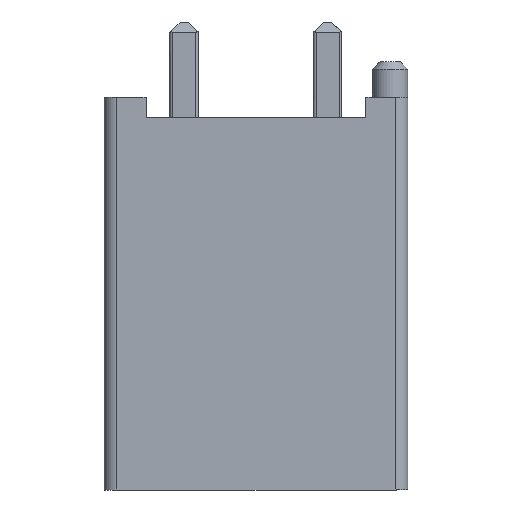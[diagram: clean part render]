
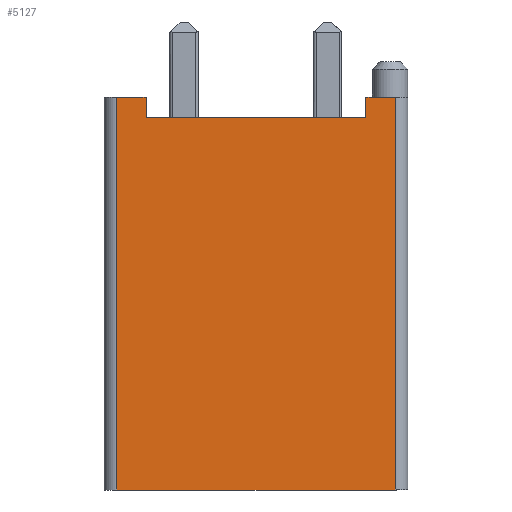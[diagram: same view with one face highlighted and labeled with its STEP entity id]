
A CAD part, front view. The second image highlights one B-rep face of the part: STEP entity #5127.
In plain terms, the highlighted planar face has unit normal (0, -1, 0).
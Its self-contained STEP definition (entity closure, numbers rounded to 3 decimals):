
#106=DIRECTION('',(1.,0.,0.));
#107=VECTOR('',#106,1.158);
#108=CARTESIAN_POINT('',(-18.363,-2.919,13.473));
#109=LINE('',#108,#107);
#140=DIRECTION('',(1.,0.,0.));
#141=VECTOR('',#140,1.158);
#142=CARTESIAN_POINT('',(-8.472,-2.919,13.473));
#143=LINE('',#142,#141);
#1268=DIRECTION('',(0.,0.,-1.));
#1269=VECTOR('',#1268,15.6);
#1270=CARTESIAN_POINT('',(-18.363,-2.919,13.473));
#1271=LINE('',#1270,#1269);
#1272=DIRECTION('',(-1.,0.,0.));
#1273=VECTOR('',#1272,8.733);
#1274=CARTESIAN_POINT('',(-8.472,-2.919,12.673));
#1275=LINE('',#1274,#1273);
#1276=DIRECTION('',(0.,0.,1.));
#1277=VECTOR('',#1276,0.8);
#1278=CARTESIAN_POINT('',(-8.472,-2.919,12.673));
#1279=LINE('',#1278,#1277);
#1280=DIRECTION('',(1.,0.,0.));
#1281=VECTOR('',#1280,11.049);
#1282=CARTESIAN_POINT('',(-18.363,-2.919,-2.127));
#1283=LINE('',#1282,#1281);
#1300=DIRECTION('',(0.,0.,1.));
#1301=VECTOR('',#1300,15.6);
#1302=CARTESIAN_POINT('',(-7.314,-2.919,-2.127));
#1303=LINE('',#1302,#1301);
#1308=DIRECTION('',(0.,0.,1.));
#1309=VECTOR('',#1308,0.8);
#1310=CARTESIAN_POINT('',(-17.205,-2.919,12.673));
#1311=LINE('',#1310,#1309);
#2694=CARTESIAN_POINT('',(-18.363,-2.919,-2.127));
#2695=VERTEX_POINT('',#2694);
#2696=CARTESIAN_POINT('',(-7.314,-2.919,-2.127));
#2697=VERTEX_POINT('',#2696);
#3238=CARTESIAN_POINT('',(-18.363,-2.919,13.473));
#3239=CARTESIAN_POINT('',(-17.205,-2.919,13.473));
#3240=VERTEX_POINT('',#3238);
#3241=VERTEX_POINT('',#3239);
#3266=CARTESIAN_POINT('',(-7.314,-2.919,13.473));
#3268=VERTEX_POINT('',#3266);
#3278=CARTESIAN_POINT('',(-8.472,-2.919,13.473));
#3279=VERTEX_POINT('',#3278);
#3290=CARTESIAN_POINT('',(-17.205,-2.919,12.673));
#3291=VERTEX_POINT('',#3290);
#3318=CARTESIAN_POINT('',(-8.472,-2.919,12.673));
#3319=VERTEX_POINT('',#3318);
#5109=CARTESIAN_POINT('',(-7.314,-2.919,12.343));
#5110=DIRECTION('',(0.,-1.,0.));
#5111=DIRECTION('',(-1.,0.,0.));
#5112=AXIS2_PLACEMENT_3D('',#5109,#5110,#5111);
#5113=PLANE('',#5112);
#5114=ORIENTED_EDGE('',*,*,#3949,.F.);
#5116=ORIENTED_EDGE('',*,*,#5115,.T.);
#5117=ORIENTED_EDGE('',*,*,#3520,.T.);
#5119=ORIENTED_EDGE('',*,*,#5118,.F.);
#5120=ORIENTED_EDGE('',*,*,#4971,.F.);
#5121=ORIENTED_EDGE('',*,*,#5103,.F.);
#5122=ORIENTED_EDGE('',*,*,#3496,.T.);
#5124=ORIENTED_EDGE('',*,*,#5123,.F.);
#5125=EDGE_LOOP('',(#5114,#5116,#5117,#5119,#5120,#5121,#5122,#5124));
#5126=FACE_OUTER_BOUND('',#5125,.F.);
#5127=ADVANCED_FACE('',(#5126),#5113,.T.);
#3496=EDGE_CURVE('',#3240,#3241,#109,.T.);
#3520=EDGE_CURVE('',#3279,#3268,#143,.T.);
#3949=EDGE_CURVE('',#3319,#3291,#1275,.T.);
#4971=EDGE_CURVE('',#2695,#2697,#1283,.T.);
#5103=EDGE_CURVE('',#3240,#2695,#1271,.T.);
#5115=EDGE_CURVE('',#3319,#3279,#1279,.T.);
#5118=EDGE_CURVE('',#2697,#3268,#1303,.T.);
#5123=EDGE_CURVE('',#3291,#3241,#1311,.T.);
